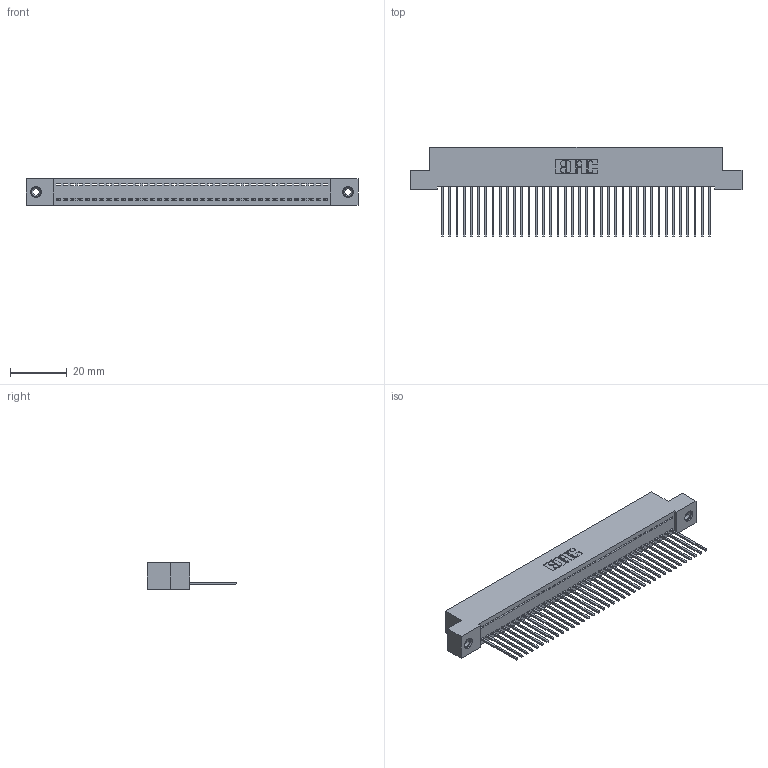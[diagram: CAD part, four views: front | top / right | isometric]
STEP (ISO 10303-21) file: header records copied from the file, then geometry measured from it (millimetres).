
FILE_DESCRIPTION (( 'STEP AP203' ), '1' );
FILE_NAME ('342-038-542-108.STEP', '2018-08-11T22:26:45', ( '' ), ( '' ), 'SwSTEP 2.0', 'SolidWorks 2016', '' );
FILE_SCHEMA (( 'CONFIG_CONTROL_DESIGN' ));
Length unit declared in the file: inch
Products named in the file (4): 342-038-542-108; 342 Part_TI; 345-292-001_345-293-142; 345-250-001_345-250-003-102
Assembly tree (41 placements, depth 2):
  342-038-542-108
    342 Part_TI
    345-292-001_345-293-142  x38
    345-250-001_345-250-003-102  x2
Bounding box: 116.84 x 31.63 x 9.4 mm (x, y, z)
Volume: 10308.7 mm3; surface area: 15596.6 mm2
Topology: 41 solids, 41 shells, 2374 faces, 7123 edges, 4690 vertices
Faces by surface type: plane 1694, cylinder 664, cone 12, torus 4
Entity records: 24820 total; most frequent: CARTESIAN_POINT 4263, ORIENTED_EDGE 4230, DIRECTION 3637, EDGE_CURVE 2115, LINE 1967, VECTOR 1967, VERTEX_POINT 1404, AXIS2_PLACEMENT_3D 835
